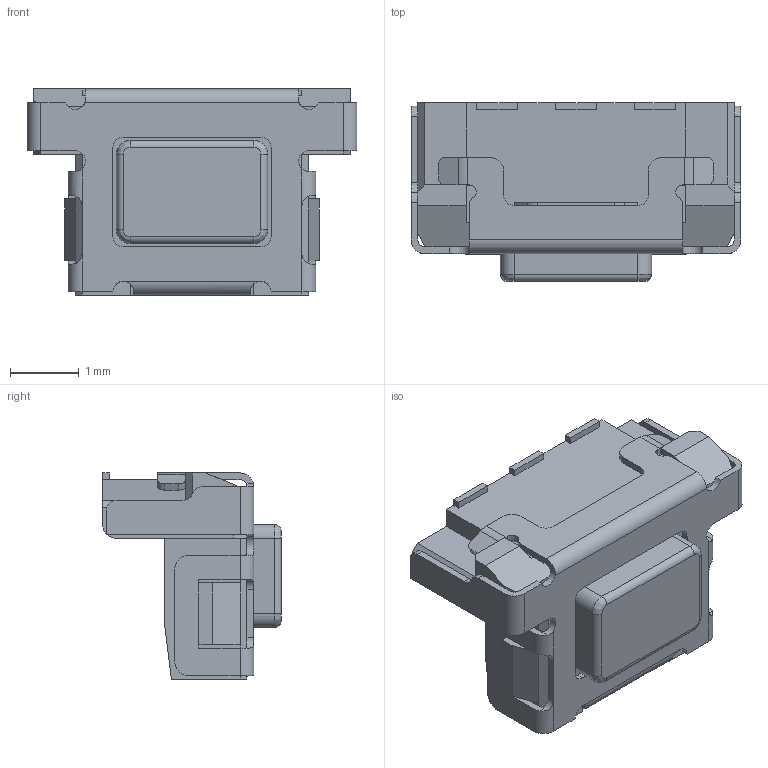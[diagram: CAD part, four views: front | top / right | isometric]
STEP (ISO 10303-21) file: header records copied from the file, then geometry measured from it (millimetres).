
FILE_DESCRIPTION(('FreeCAD Model'),'2;1');
FILE_NAME('Open CASCADE Shape Model','2024-01-05T12:02:45',( 'kicad StepUp'),('ksu MCAD'),'Open CASCADE STEP processor 7.6', 'FreeCAD','Unknown');
FILE_SCHEMA(('AUTOMOTIVE_DESIGN { 1 0 10303 214 1 1 1 1 }'));
Length unit declared in the file: millimetre
Products named in the file (1): SW_SPST_CK_PTS847_4.6x2.2mm
Bounding box: 4.8 x 2.6 x 3 mm (x, y, z)
Volume: 15.7 mm3; surface area: 111.4 mm2
Topology: 1 solids, 1 shells, 431 faces, 1213 edges, 773 vertices
Faces by surface type: plane 288, cylinder 135, bspline 4, sphere 3, torus 1
Full cylindrical faces by diameter (mm): 0.3 x3, 0.5 x1, 0.7 x1, 1 x1, 2.5 x1
Entity records: 14059 total; most frequent: CARTESIAN_POINT 2714, ORIENTED_EDGE 2426, DIRECTION 2331, EDGE_CURVE 1213, LINE 881, VECTOR 881, VERTEX_POINT 773, AXIS2_PLACEMENT_3D 725
